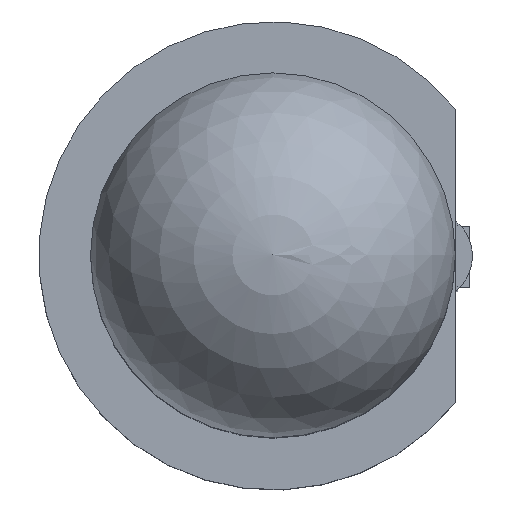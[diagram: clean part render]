
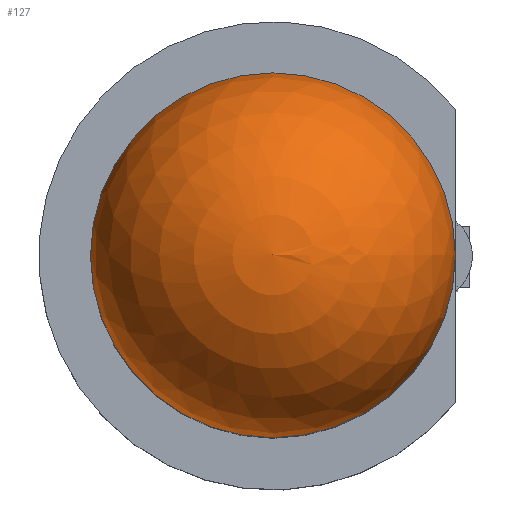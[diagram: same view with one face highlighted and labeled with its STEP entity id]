
A CAD part, top view. The second image highlights one B-rep face of the part: STEP entity #127.
In plain terms, the highlighted spherical face has radius 1.5 mm.
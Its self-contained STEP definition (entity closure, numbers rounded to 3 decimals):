
#127 = ADVANCED_FACE( '', ( #252, #253 ), #254, .T. );
#252 = FACE_BOUND( '', #369, .T. );
#253 = FACE_OUTER_BOUND( '', #370, .T. );
#254 = SPHERICAL_SURFACE( '', #371, 1.5 );
#369 = VERTEX_LOOP( '', #681 );
#370 = EDGE_LOOP( '', ( #682 ) );
#371 = AXIS2_PLACEMENT_3D( '', #683, #684, #685 );
#681 = VERTEX_POINT( '', #807 );
#682 = ORIENTED_EDGE( '', *, *, #719, .F. );
#683 = CARTESIAN_POINT( '', ( 0., 0., 3.8 ) );
#684 = DIRECTION( '', ( 0., 0., 1. ) );
#685 = DIRECTION( '', ( 1., 0., 0. ) );
#719 = EDGE_CURVE( '', #866, #866, #867, .T. );
#807 = CARTESIAN_POINT( '', ( 0., 0., 5.3 ) );
#866 = VERTEX_POINT( '', #1065 );
#867 = CIRCLE( '', #1066, 1.5 );
#1065 = CARTESIAN_POINT( '', ( -1.5, 0., 3.8 ) );
#1066 = AXIS2_PLACEMENT_3D( '', #1274, #1275, #1276 );
#1274 = CARTESIAN_POINT( '', ( 0., 0., 3.8 ) );
#1275 = DIRECTION( '', ( 0., 0., -1. ) );
#1276 = DIRECTION( '', ( -1., 0., 0. ) );
